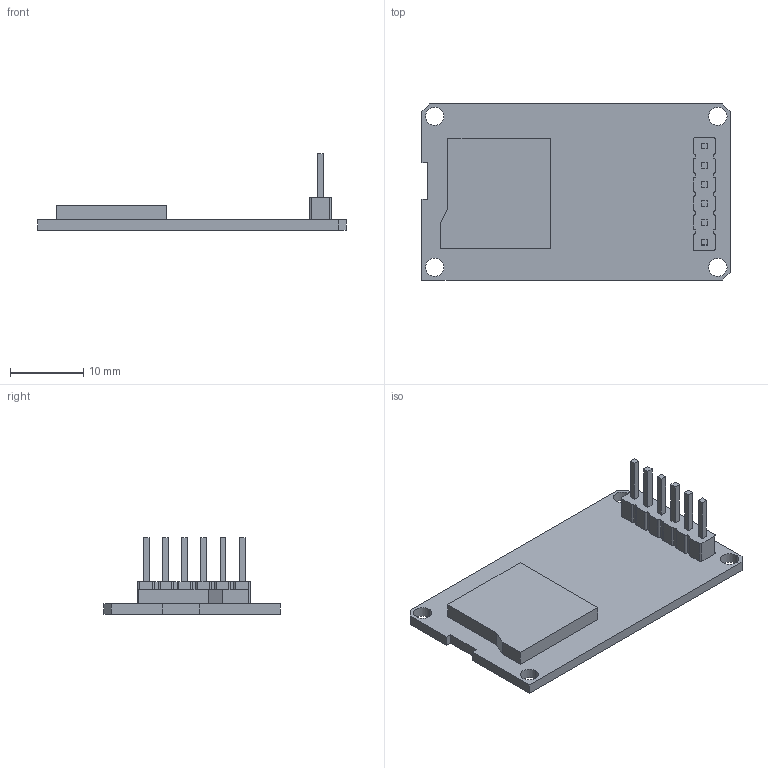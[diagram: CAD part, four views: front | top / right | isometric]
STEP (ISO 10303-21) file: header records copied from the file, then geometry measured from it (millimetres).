
FILE_DESCRIPTION (( 'STEP AP203' ), '1' );
FILE_NAME ('sdreader_Default_sldprt.STEP', '2023-07-18T01:07:53', ( '' ), ( '' ), 'SwSTEP 2.0', 'SolidWorks 2022', '' );
FILE_SCHEMA (( 'CONFIG_CONTROL_DESIGN' ));
Length unit declared in the file: millimetre
Products named in the file (1): sdreader_Default_sldprt
Bounding box: 42 x 24 x 10.4 mm (x, y, z)
Volume: 1962.1 mm3; surface area: 2545.8 mm2
Topology: 1 solids, 1 shells, 107 faces, 291 edges, 194 vertices
Faces by surface type: plane 75, cylinder 32
Entity records: 3462 total; most frequent: CARTESIAN_POINT 593, ORIENTED_EDGE 582, DIRECTION 571, EDGE_CURVE 291, LINE 227, VECTOR 227, VERTEX_POINT 194, AXIS2_PLACEMENT_3D 172
